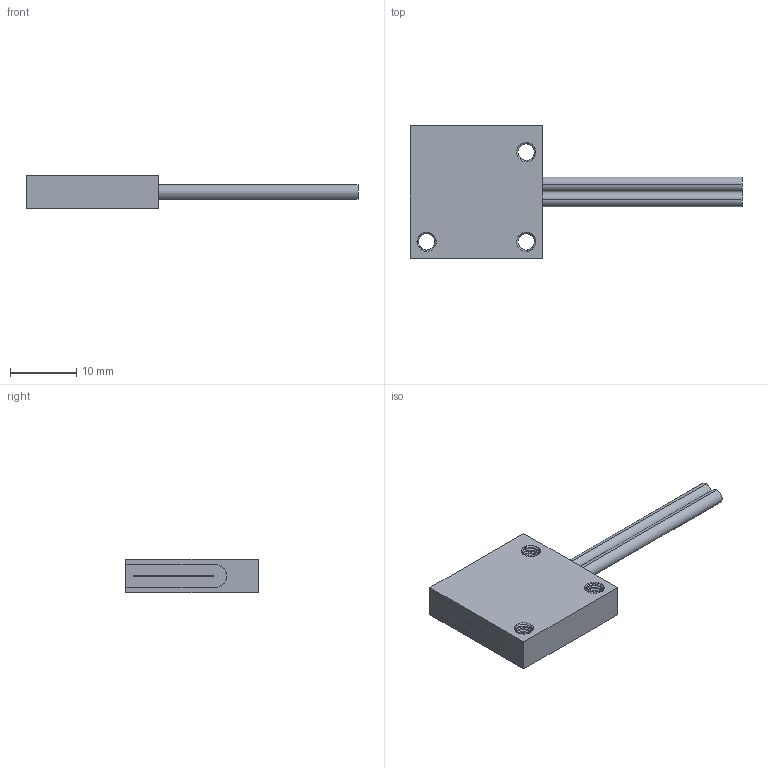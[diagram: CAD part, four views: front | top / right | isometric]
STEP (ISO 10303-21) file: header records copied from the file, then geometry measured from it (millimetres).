
FILE_DESCRIPTION((''),'2;1');
FILE_NAME('PR20Q','2021-07-03T11:08:15',('Administrator'),(''),'CREO PARAMETRIC BY PTC INC, 2018400','CREO PARAMETRIC BY PTC INC, 2018400','');
FILE_SCHEMA(('CONFIG_CONTROL_DESIGN'));
Length unit declared in the file: millimetre
Products named in the file (1): PR20Q
Bounding box: 50 x 20 x 5 mm (x, y, z)
Volume: 2138.8 mm3; surface area: 1958.9 mm2
Topology: 2 solids, 2 shells, 179 faces, 507 edges, 334 vertices
Faces by surface type: cylinder 127, plane 22, bspline 18, cone 12
Entity records: 10620 total; most frequent: CARTESIAN_POINT 6013, ORIENTED_EDGE 1014, DIRECTION 828, EDGE_CURVE 507, VERTEX_POINT 334, AXIS2_PLACEMENT_3D 319, EDGE_LOOP 251, VECTOR 190
